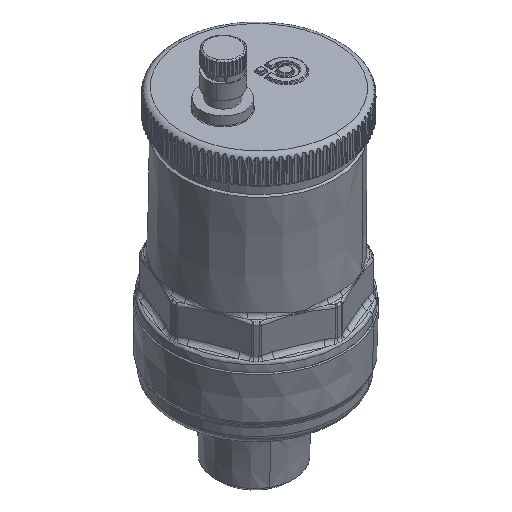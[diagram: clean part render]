
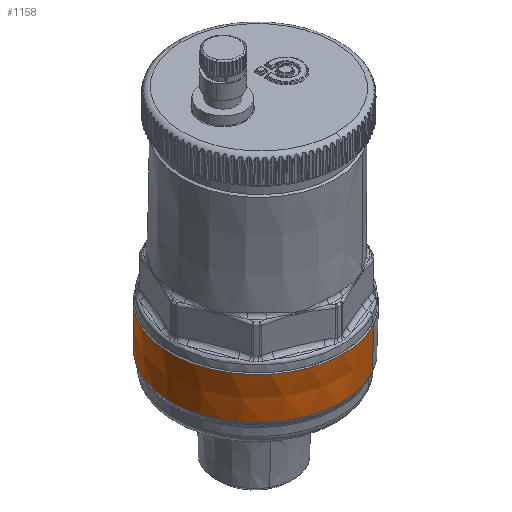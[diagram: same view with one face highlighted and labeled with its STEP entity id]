
A CAD part, isometric view. The second image highlights one B-rep face of the part: STEP entity #1158.
In plain terms, the highlighted conical face has half-angle 1 degrees and reference radius 28.562 mm.
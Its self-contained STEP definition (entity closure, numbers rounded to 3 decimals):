
#1081=CARTESIAN_POINT('Vertex',(13.698,-24.997,5.707)) ;
#1088=CARTESIAN_POINT('Vertex',(-13.698,25.147,6.472)) ;
#1108=CARTESIAN_POINT('Axis2P3D Location',(0.,0.075,6.09)) ;
#1120=CARTESIAN_POINT('Axis2P3D Location',(0.,0.084,5.485)) ;
#1125=CARTESIAN_POINT('Line Origine',(-13.762,25.147,14.118)) ;
#1129=CARTESIAN_POINT('Vertex',(-13.816,25.148,20.55)) ;
#1132=CARTESIAN_POINT('Line Origine',(13.762,-25.231,13.35)) ;
#1136=CARTESIAN_POINT('Vertex',(13.816,-25.427,19.779)) ;
#1139=CARTESIAN_POINT('Axis2P3D Location',(0.,-0.14,20.165)) ;
#1143=CARTESIAN_POINT('Vertex',(-13.816,-25.427,19.779)) ;
#1146=CARTESIAN_POINT('Axis2P3D Location',(0.,-0.14,20.165)) ;
#1127=VECTOR('Line Direction',#1126,1.) ;
#1134=VECTOR('Line Direction',#1133,1.) ;
#1109=DIRECTION('Axis2P3D Direction',(0.,-0.015,1.)) ;
#1121=DIRECTION('Axis2P3D Direction',(0.,-0.015,1.)) ;
#1122=DIRECTION('Axis2P3D XDirection',(-0.479,0.877,0.013)) ;
#1126=DIRECTION('Vector Direction',(-0.008,0.,1.)) ;
#1133=DIRECTION('Vector Direction',(0.008,-0.031,0.999)) ;
#1140=DIRECTION('Axis2P3D Direction',(0.,-0.015,1.)) ;
#1147=DIRECTION('Axis2P3D Direction',(0.,-0.015,1.)) ;
#1110=AXIS2_PLACEMENT_3D('Circle Axis2P3D',#1108,#1109,$) ;
#1123=AXIS2_PLACEMENT_3D('Cone Axis2P3D',#1120,#1121,#1122) ;
#1141=AXIS2_PLACEMENT_3D('Circle Axis2P3D',#1139,#1140,$) ;
#1148=AXIS2_PLACEMENT_3D('Circle Axis2P3D',#1146,#1147,$) ;
#1128=LINE('Line',#1125,#1127) ;
#1135=LINE('Line',#1132,#1134) ;
#1111=CIRCLE('generated circle',#1110,28.573) ;
#1142=CIRCLE('generated circle',#1141,28.818) ;
#1149=CIRCLE('generated circle',#1148,28.818) ;
#1124=CONICAL_SURFACE('Cone',#1123,28.562,0.017) ;
#1112=EDGE_CURVE('',#1089,#1082,#1111,.T.) ;
#1131=EDGE_CURVE('',#1089,#1130,#1128,.T.) ;
#1138=EDGE_CURVE('',#1082,#1137,#1135,.T.) ;
#1145=EDGE_CURVE('',#1144,#1137,#1142,.T.) ;
#1150=EDGE_CURVE('',#1144,#1130,#1149,.F.) ;
#1152=ORIENTED_EDGE('',*,*,#1131,.F.) ;
#1153=ORIENTED_EDGE('',*,*,#1112,.T.) ;
#1154=ORIENTED_EDGE('',*,*,#1138,.T.) ;
#1155=ORIENTED_EDGE('',*,*,#1145,.F.) ;
#1156=ORIENTED_EDGE('',*,*,#1150,.T.) ;
#1151=EDGE_LOOP('',(#1152,#1153,#1154,#1155,#1156)) ;
#1082=VERTEX_POINT('',#1081) ;
#1089=VERTEX_POINT('',#1088) ;
#1130=VERTEX_POINT('',#1129) ;
#1137=VERTEX_POINT('',#1136) ;
#1144=VERTEX_POINT('',#1143) ;
#1158=ADVANCED_FACE('PartBody',(#1157),#1124,.T.) ;
#1157=FACE_OUTER_BOUND('',#1151,.T.) ;
